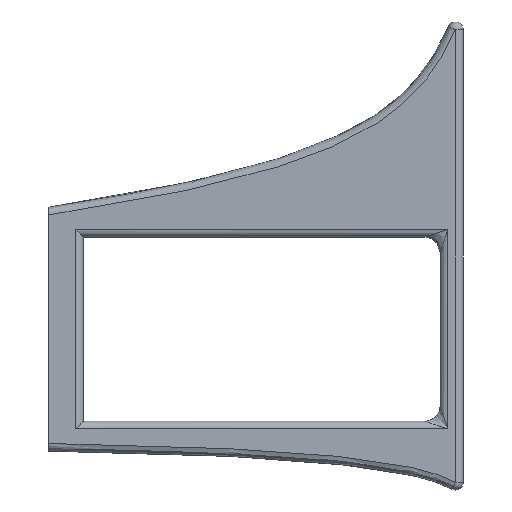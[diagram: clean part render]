
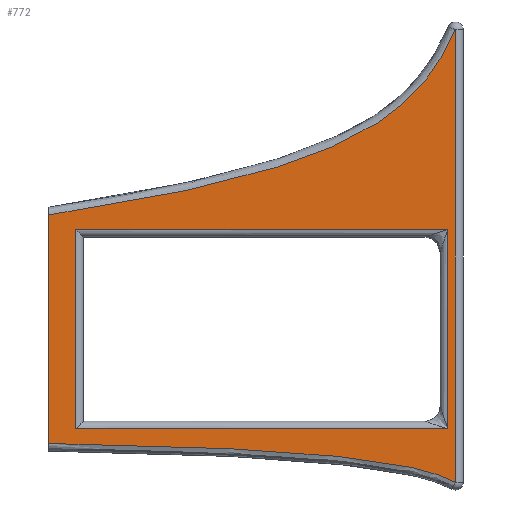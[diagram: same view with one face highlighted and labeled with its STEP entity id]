
A CAD part, left-side view. The second image highlights one B-rep face of the part: STEP entity #772.
In plain terms, the highlighted planar face has unit normal (-1, 0, 0).
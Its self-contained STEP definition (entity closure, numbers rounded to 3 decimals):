
#51=FACE_BOUND('',#149,.T.);
#61=B_SPLINE_CURVE_WITH_KNOTS('',3,(#1138,#1139,#1140,#1141,#1142,#1143,
#1144,#1145,#1146,#1147,#1148,#1149,#1150,#1151,#1152,#1153,#1154),
 .UNSPECIFIED.,.F.,.F.,(4,1,1,1,1,1,1,1,1,1,1,1,2,4),(-5.35,
-4.968,-4.585,-4.203,-3.821,
-3.439,-3.057,-2.675,-2.293,
-1.911,-1.528,-0.764,0.,0.001),
 .UNSPECIFIED.);
#62=B_SPLINE_CURVE_WITH_KNOTS('',3,(#1157,#1158,#1159,#1160,#1161,#1162,
#1163,#1164,#1165,#1166,#1167,#1168,#1169,#1170),.UNSPECIFIED.,.F.,.F.,
(4,2,1,1,1,1,1,1,1,1,4),(-0.015,0.,0.607,1.214,
1.822,2.429,3.036,3.643,4.858,
5.465,6.072),.UNSPECIFIED.);
#73=PLANE('',#838);
#98=FACE_OUTER_BOUND('',#148,.T.);
#148=EDGE_LOOP('',(#537,#538,#539,#540));
#149=EDGE_LOOP('',(#541,#542,#543,#544));
#207=LINE('',#1129,#277);
#209=LINE('',#1136,#279);
#210=LINE('',#1156,#280);
#211=LINE('',#1172,#281);
#212=LINE('',#1174,#282);
#213=LINE('',#1175,#283);
#277=VECTOR('',#913,10.);
#279=VECTOR('',#919,10.);
#280=VECTOR('',#920,10.);
#281=VECTOR('',#921,10.);
#282=VECTOR('',#922,10.);
#283=VECTOR('',#923,10.);
#354=VERTEX_POINT('',#1126);
#355=VERTEX_POINT('',#1128);
#357=VERTEX_POINT('',#1134);
#358=VERTEX_POINT('',#1135);
#359=VERTEX_POINT('',#1137);
#360=VERTEX_POINT('',#1155);
#361=VERTEX_POINT('',#1171);
#362=VERTEX_POINT('',#1173);
#422=EDGE_CURVE('',#354,#355,#207,.T.);
#425=EDGE_CURVE('',#357,#358,#209,.T.);
#426=EDGE_CURVE('',#359,#358,#61,.T.);
#427=EDGE_CURVE('',#360,#359,#210,.T.);
#428=EDGE_CURVE('',#357,#360,#62,.T.);
#429=EDGE_CURVE('',#355,#361,#211,.T.);
#430=EDGE_CURVE('',#362,#354,#212,.T.);
#431=EDGE_CURVE('',#361,#362,#213,.T.);
#537=ORIENTED_EDGE('',*,*,#425,.T.);
#538=ORIENTED_EDGE('',*,*,#426,.F.);
#539=ORIENTED_EDGE('',*,*,#427,.F.);
#540=ORIENTED_EDGE('',*,*,#428,.F.);
#541=ORIENTED_EDGE('',*,*,#429,.F.);
#542=ORIENTED_EDGE('',*,*,#422,.F.);
#543=ORIENTED_EDGE('',*,*,#430,.F.);
#544=ORIENTED_EDGE('',*,*,#431,.F.);
#772=ADVANCED_FACE('',(#98,#51),#73,.T.);
#838=AXIS2_PLACEMENT_3D('',#1133,#917,#918);
#913=DIRECTION('',(0.,0.,-1.));
#917=DIRECTION('center_axis',(-1.,0.,0.));
#918=DIRECTION('ref_axis',(0.,0.,1.));
#919=DIRECTION('',(0.,0.,-1.));
#920=DIRECTION('',(0.,0.,-1.));
#921=DIRECTION('',(0.,-1.,0.));
#922=DIRECTION('',(0.,1.,0.));
#923=DIRECTION('',(0.,0.,1.));
#1126=CARTESIAN_POINT('',(-32.1,-3.5,7.8));
#1128=CARTESIAN_POINT('',(-32.1,-3.5,-18.2));
#1129=CARTESIAN_POINT('',(-32.1,-3.5,-5.2));
#1133=CARTESIAN_POINT('Origin',(-32.1,-27.,-5.2));
#1134=CARTESIAN_POINT('',(-32.1,0.,9.689));
#1135=CARTESIAN_POINT('',(-32.1,0.,-20.1));
#1136=CARTESIAN_POINT('',(-32.1,0.,-5.2));
#1137=CARTESIAN_POINT('',(-32.1,-53.,-25.164));
#1138=CARTESIAN_POINT('Ctrl Pts',(-32.1,-53.,-25.164));
#1139=CARTESIAN_POINT('Ctrl Pts',(-32.1,-51.881,-24.556));
#1140=CARTESIAN_POINT('Ctrl Pts',(-32.1,-49.466,-23.707));
#1141=CARTESIAN_POINT('Ctrl Pts',(-32.1,-45.739,-22.866));
#1142=CARTESIAN_POINT('Ctrl Pts',(-32.1,-41.96,-22.271));
#1143=CARTESIAN_POINT('Ctrl Pts',(-32.1,-38.166,-21.817));
#1144=CARTESIAN_POINT('Ctrl Pts',(-32.1,-34.366,-21.461));
#1145=CARTESIAN_POINT('Ctrl Pts',(-32.1,-30.56,-21.173));
#1146=CARTESIAN_POINT('Ctrl Pts',(-32.1,-26.748,-20.937));
#1147=CARTESIAN_POINT('Ctrl Pts',(-32.1,-22.93,-20.74));
#1148=CARTESIAN_POINT('Ctrl Pts',(-32.1,-19.112,-20.577));
#1149=CARTESIAN_POINT('Ctrl Pts',(-32.1,-14.021,-20.394));
#1150=CARTESIAN_POINT('Ctrl Pts',(-32.1,-7.657,-20.224));
#1151=CARTESIAN_POINT('Ctrl Pts',(-32.1,-2.561,-20.135));
#1152=CARTESIAN_POINT('Ctrl Pts',(-32.1,-0.009,
-20.1));
#1153=CARTESIAN_POINT('Ctrl Pts',(-32.1,-0.005,
-20.1));
#1154=CARTESIAN_POINT('Ctrl Pts',(-32.1,0.,
-20.1));
#1155=CARTESIAN_POINT('',(-32.1,-53.,33.843));
#1156=CARTESIAN_POINT('',(-32.1,-53.,-13.15));
#1157=CARTESIAN_POINT('Ctrl Pts',(-32.1,0.,9.689));
#1158=CARTESIAN_POINT('Ctrl Pts',(-32.1,-0.048,9.696));
#1159=CARTESIAN_POINT('Ctrl Pts',(-32.1,-0.097,9.703));
#1160=CARTESIAN_POINT('Ctrl Pts',(-32.1,-2.148,10.004));
#1161=CARTESIAN_POINT('Ctrl Pts',(-32.1,-6.148,10.625));
#1162=CARTESIAN_POINT('Ctrl Pts',(-32.1,-12.127,11.678));
#1163=CARTESIAN_POINT('Ctrl Pts',(-32.1,-18.085,12.878));
#1164=CARTESIAN_POINT('Ctrl Pts',(-32.1,-23.988,14.261));
#1165=CARTESIAN_POINT('Ctrl Pts',(-32.1,-29.845,15.9));
#1166=CARTESIAN_POINT('Ctrl Pts',(-32.1,-37.467,18.559));
#1167=CARTESIAN_POINT('Ctrl Pts',(-32.1,-44.768,22.349));
#1168=CARTESIAN_POINT('Ctrl Pts',(-32.1,-50.289,28.392));
#1169=CARTESIAN_POINT('Ctrl Pts',(-32.1,-52.214,31.978));
#1170=CARTESIAN_POINT('Ctrl Pts',(-32.1,-53.,33.843));
#1171=CARTESIAN_POINT('',(-32.1,-52.,-18.2));
#1172=CARTESIAN_POINT('',(-32.1,-39.,-18.2));
#1173=CARTESIAN_POINT('',(-32.1,-52.,7.8));
#1174=CARTESIAN_POINT('',(-32.1,-15.,7.8));
#1175=CARTESIAN_POINT('',(-32.1,-52.,0.75));
